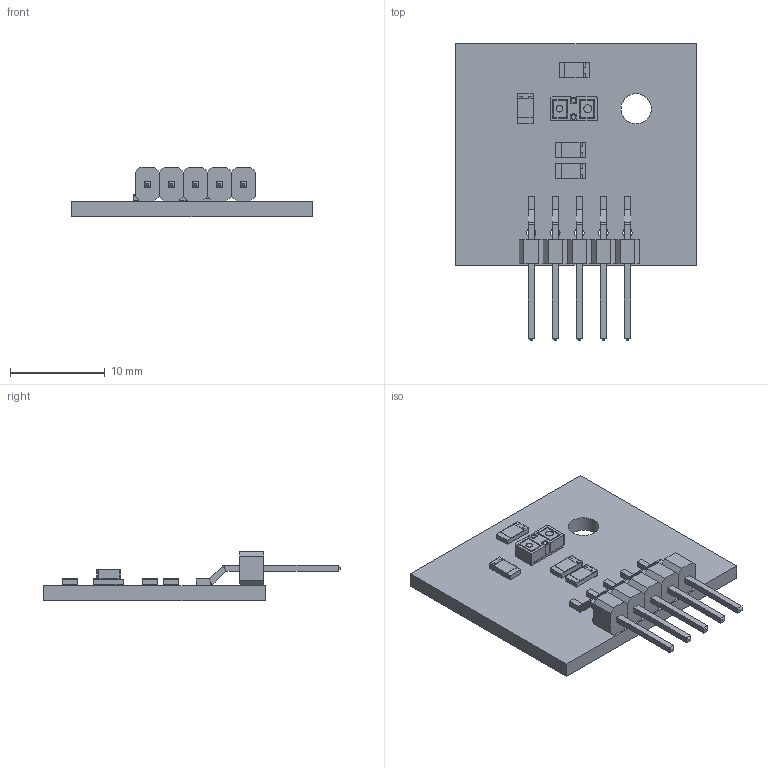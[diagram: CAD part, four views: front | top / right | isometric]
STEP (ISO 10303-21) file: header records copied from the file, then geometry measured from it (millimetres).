
FILE_DESCRIPTION(('KiCad electronic assembly'),'2;1');
FILE_NAME('laser_breakout.step','2022-10-25T11:11:24',('Pcbnew'),( 'Kicad'),'Open CASCADE STEP processor 7.6','KiCad to STEP converter' ,'Unknown');
FILE_SCHEMA(('AUTOMOTIVE_DESIGN { 1 0 10303 214 1 1 1 1 }'));
Length unit declared in the file: millimetre
Products named in the file (8): laser_breakout 1; R_1206; COMPOUND; ST_VL53L1x; SOLID; Header_SMD_01x05_P2.54mm_Horizontal_Male; laser_breakout PCB
Assembly tree (10 placements, depth 3):
  laser_breakout 1
    R_1206  x4
      COMPOUND
    ST_VL53L1x
      SOLID
    Header_SMD_01x05_P2.54mm_Horizontal_Male
      COMPOUND
    laser_breakout PCB
Bounding box: 25.4 x 31.29 x 5.21 mm (x, y, z)
Volume: 1102.7 mm3; surface area: 1949.1 mm2
Topology: 24 solids, 24 shells, 384 faces, 862 edges, 534 vertices
Faces by surface type: bspline 372, plane 6, cylinder 6
Full cylindrical faces by diameter (mm): 1 x5, 3.2 x1
Entity records: 16040 total; most frequent: CARTESIAN_POINT 6031, B_SPLINE_CURVE_WITH_KNOTS 1876, ORIENTED_EDGE 1364, PCURVE 1364, DEFINITIONAL_REPRESENTATION 1364, EDGE_CURVE 682, SURFACE_CURVE 672, VERTEX_POINT 414
